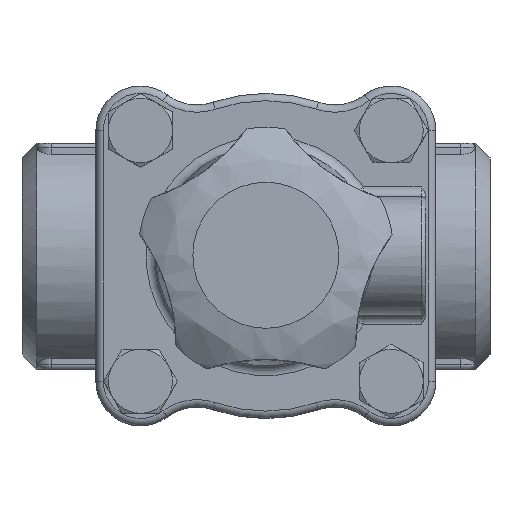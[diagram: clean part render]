
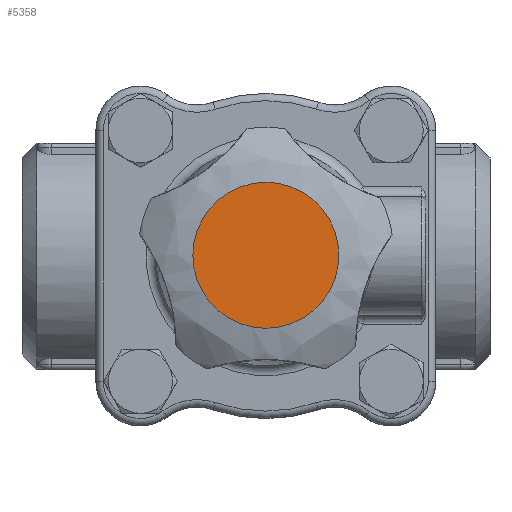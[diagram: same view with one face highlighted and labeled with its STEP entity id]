
A CAD part, top view. The second image highlights one B-rep face of the part: STEP entity #5358.
In plain terms, the highlighted planar face has unit normal (0, 0, 1).
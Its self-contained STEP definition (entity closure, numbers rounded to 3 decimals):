
#5184=CARTESIAN_POINT('',(-14.822,0.,193.5));
#5185=VERTEX_POINT('',#5184);
#5186=CARTESIAN_POINT('',(0.,0.,193.5));
#5187=DIRECTION('',(0.0,0.0,1.0));
#5188=DIRECTION('',(1.0,0.0,0.0));
#5189=AXIS2_PLACEMENT_3D('',#5186,#5187,#5188);
#5190=CIRCLE('',#5189,14.822);
#5191=EDGE_CURVE('',#5185,#5185,#5190,.T.);
#5350=CARTESIAN_POINT('',(0.,0.,193.5));
#5351=DIRECTION('',(0.0,0.0,1.0));
#5352=DIRECTION('',(1.0,0.0,0.0));
#5353=AXIS2_PLACEMENT_3D('',#5350,#5351,#5352);
#5354=PLANE('',#5353);
#5355=ORIENTED_EDGE('',*,*,#5191,.T.);
#5356=EDGE_LOOP('',(#5355));
#5357=FACE_OUTER_BOUND('',#5356,.T.);
#5358=ADVANCED_FACE('',(#5357),#5354,.T.);
